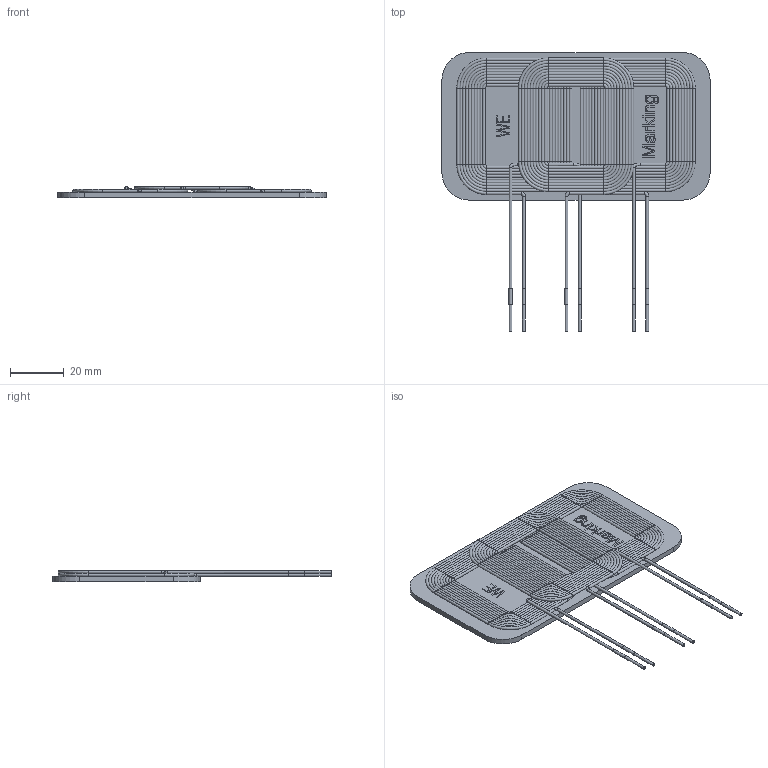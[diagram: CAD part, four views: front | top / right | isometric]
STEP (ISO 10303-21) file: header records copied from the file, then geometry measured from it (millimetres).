
FILE_DESCRIPTION( ( 'Unknown' ), '1' );
FILE_NAME( '760308103146.stp', 'Unknown', ( 'Unknown' ), ( 'Unknown' ), 'PSStep 19.0.9', 'Unknown', ' ' );
FILE_SCHEMA( ( 'AUTOMOTIVE_DESIGN { 1 0 10303 214 1 1 1 1 }' ) );
Length unit declared in the file: millimetre
Products named in the file (3): Assem1; Shield; 760308103146
Assembly tree (4 placements, depth 2):
  Assem1
    Shield
    760308103146  x3
Bounding box: 100 x 104 x 4.18 mm (x, y, z)
Volume: 14696.8 mm3; surface area: 26005.6 mm2
Topology: 4 solids, 4 shells, 397 faces, 852 edges, 487 vertices
Faces by surface type: cylinder 145, torus 123, plane 110, extrusion 16, bspline 3
Full cylindrical faces by diameter (mm): 1.06 x135, 1.16 x6
Entity records: 7730 total; most frequent: CARTESIAN_POINT 1989, ORIENTED_EDGE 776, DIRECTION 711, EDGE_CURVE 388, EDGE_LOOP 312, FACE_OUTER_BOUND 296, AXIS2_PLACEMENT_3D 295, VERTEX_POINT 290
